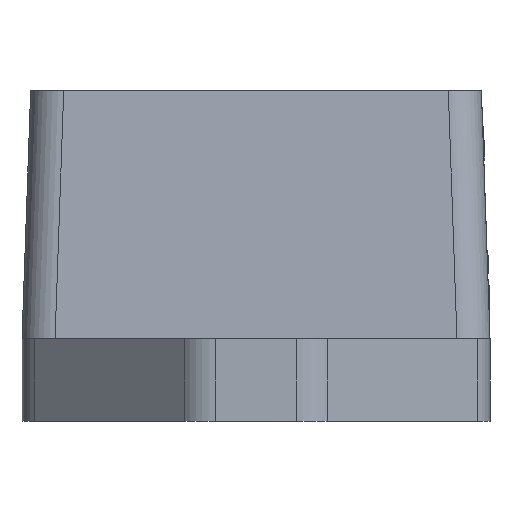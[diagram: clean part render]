
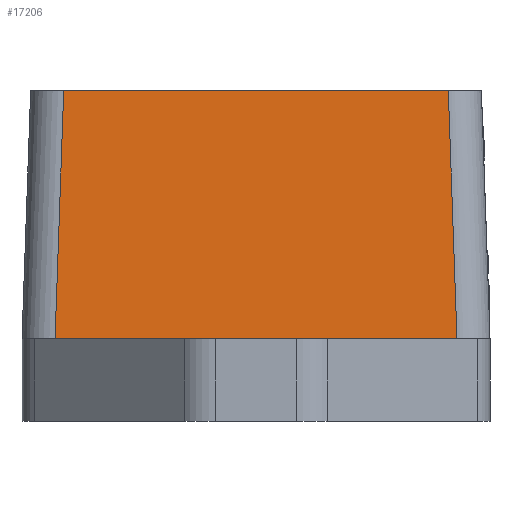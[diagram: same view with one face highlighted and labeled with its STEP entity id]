
A CAD part, left-side view. The second image highlights one B-rep face of the part: STEP entity #17206.
In plain terms, the highlighted planar face has unit normal (-0.999, 0, 0.035).
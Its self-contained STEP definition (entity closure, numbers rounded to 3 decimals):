
#2236=FACE_OUTER_BOUND('',#3267,.T.);
#3267=EDGE_LOOP('',(#15674,#15675,#15676,#15677));
#5510=LINE('',#30505,#7065);
#5516=LINE('',#30529,#7071);
#5517=LINE('',#30532,#7072);
#5519=LINE('',#30537,#7074);
#7065=VECTOR('',#20535,46.524);
#7071=VECTOR('',#20567,30.037);
#7072=VECTOR('',#20570,30.037);
#7074=VECTOR('',#20578,48.62);
#8665=VERTEX_POINT('',#30502);
#8666=VERTEX_POINT('',#30504);
#8671=VERTEX_POINT('',#30527);
#8672=VERTEX_POINT('',#30531);
#11003=EDGE_CURVE('',#8666,#8665,#5510,.T.);
#11013=EDGE_CURVE('',#8671,#8665,#5516,.T.);
#11014=EDGE_CURVE('',#8666,#8672,#5517,.T.);
#11017=EDGE_CURVE('',#8672,#8671,#5519,.T.);
#15674=ORIENTED_EDGE('',*,*,#11013,.F.);
#15675=ORIENTED_EDGE('',*,*,#11017,.F.);
#15676=ORIENTED_EDGE('',*,*,#11014,.F.);
#15677=ORIENTED_EDGE('',*,*,#11003,.T.);
#16314=PLANE('',#17830);
#17206=ADVANCED_FACE('',(#2236),#16314,.T.);
#17830=AXIS2_PLACEMENT_3D('',#30536,#20576,#20577);
#20535=DIRECTION('',(0.,1.,0.));
#20567=DIRECTION('',(0.035,-0.035,0.999));
#20570=DIRECTION('',(-0.035,-0.035,-0.999));
#20576=DIRECTION('center_axis',(-0.999,0.,0.035));
#20577=DIRECTION('ref_axis',(0.,-1.,0.));
#20578=DIRECTION('',(0.,1.,0.));
#30502=CARTESIAN_POINT('',(-67.046,23.262,-1.6));
#30504=CARTESIAN_POINT('',(-67.046,-23.262,-1.6));
#30505=CARTESIAN_POINT('',(-67.046,-28.307,-1.6));
#30527=CARTESIAN_POINT('',(-68.093,24.31,-31.6));
#30529=CARTESIAN_POINT('',(-68.064,24.28,-30.753));
#30531=CARTESIAN_POINT('',(-68.093,-24.31,-31.6));
#30532=CARTESIAN_POINT('',(-68.015,-24.232,-29.367));
#30536=CARTESIAN_POINT('Origin',(-68.093,-28.307,-31.6));
#30537=CARTESIAN_POINT('',(-68.093,-14.154,-31.6));
